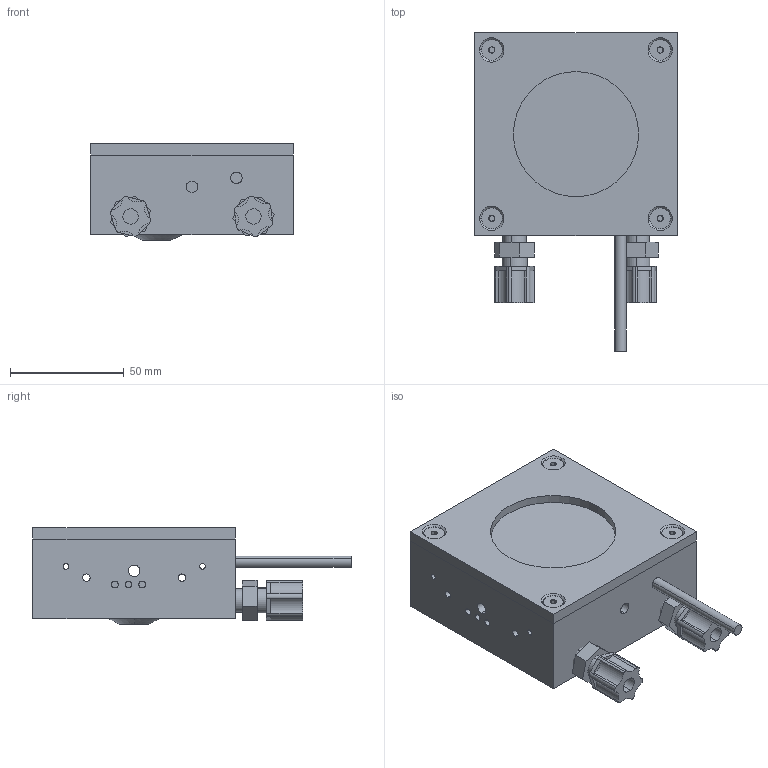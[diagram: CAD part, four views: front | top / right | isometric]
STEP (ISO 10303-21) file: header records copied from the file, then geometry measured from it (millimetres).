
FILE_DESCRIPTION (( 'STEP AP214' ), '1' );
FILE_NAME ('UP55M VR.STEP', '2016-08-29T19:20:24', ( '' ), ( '' ), 'SwSTEP 2.0', 'SolidWorks 2016', '' );
FILE_SCHEMA (( 'AUTOMOTIVE_DESIGN' ));
Length unit declared in the file: millimetre
Products named in the file (1): UP55M VR
Bounding box: 89 x 139.8 x 42.5 mm (x, y, z)
Surface area: 42180.3 mm2 (no closed solid volume)
Topology: 0 solids, 11 shells, 203 faces, 524 edges, 332 vertices
Faces by surface type: plane 86, cylinder 84, cone 33
Entity records: 8698 total; most frequent: CARTESIAN_POINT 1408, DIRECTION 1128, ORIENTED_EDGE 924, EDGE_CURVE 524, AXIS2_PLACEMENT_3D 436, VERTEX_POINT 332, LINE 256, VECTOR 256
